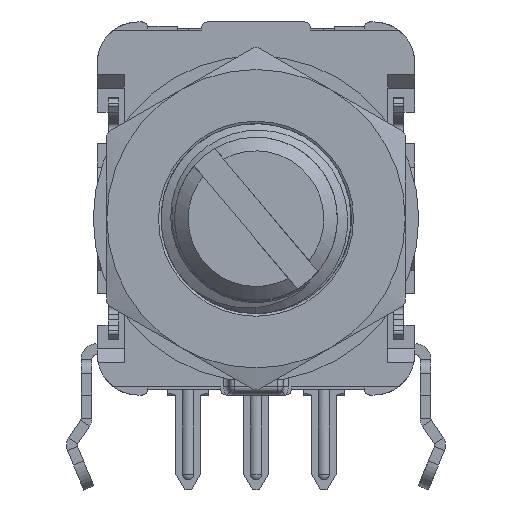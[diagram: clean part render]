
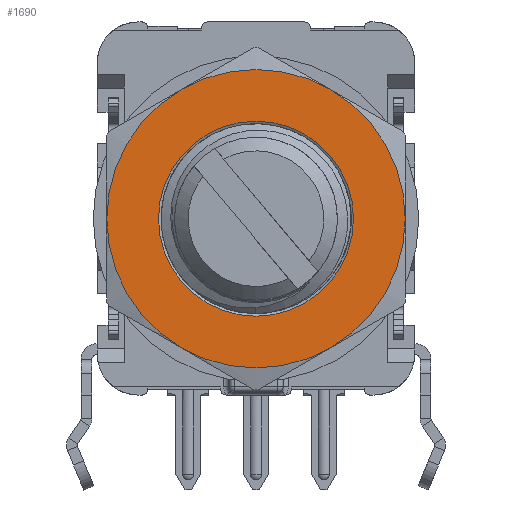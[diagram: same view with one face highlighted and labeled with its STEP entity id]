
A CAD part, front view. The second image highlights one B-rep face of the part: STEP entity #1690.
In plain terms, the highlighted face is planar.
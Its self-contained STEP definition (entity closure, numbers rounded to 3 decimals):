
#1690=ADVANCED_FACE('',(#12247,#12249),#12251,.T.);
#12247=FACE_BOUND('',#12248,.T.);
#12248=EDGE_LOOP('',(#17359,#17360,#17361,#17362,#17363,#17364));
#12249=FACE_BOUND('',#12250,.T.);
#12250=EDGE_LOOP('',(#17365));
#12251=PLANE('',#12252);
#12252=AXIS2_PLACEMENT_3D('',#12253,#12254,#12255);
#12253=CARTESIAN_POINT('',(0.,0.,3.3));
#12254=DIRECTION('',(0.,0.,1.));
#12255=DIRECTION('',(0.,-1.,0.));
#17359=ORIENTED_EDGE('',*,*,#20232,.F.);
#17360=ORIENTED_EDGE('',*,*,#20233,.F.);
#17361=ORIENTED_EDGE('',*,*,#20234,.F.);
#17362=ORIENTED_EDGE('',*,*,#20235,.F.);
#17363=ORIENTED_EDGE('',*,*,#20236,.F.);
#17364=ORIENTED_EDGE('',*,*,#20237,.F.);
#17365=ORIENTED_EDGE('',*,*,#20219,.T.);
#20219=EDGE_CURVE('',#22130,#22130,#22131,.T.);
#20232=EDGE_CURVE('',#22152,#22153,#22154,.T.);
#20233=EDGE_CURVE('',#22155,#22152,#22156,.T.);
#20234=EDGE_CURVE('',#22157,#22155,#22158,.T.);
#20235=EDGE_CURVE('',#22159,#22157,#22160,.T.);
#20236=EDGE_CURVE('',#22161,#22159,#22162,.T.);
#20237=EDGE_CURVE('',#22153,#22161,#22163,.T.);
#22130=VERTEX_POINT('',#27455);
#22131=CIRCLE('',#27456,3.594);
#22152=VERTEX_POINT('',#27962);
#22153=VERTEX_POINT('',#27963);
#22154=CIRCLE('',#27964,5.5);
#22155=VERTEX_POINT('',#27968);
#22156=CIRCLE('',#27969,5.5);
#22157=VERTEX_POINT('',#27973);
#22158=CIRCLE('',#27974,5.5);
#22159=VERTEX_POINT('',#27978);
#22160=CIRCLE('',#27979,5.5);
#22161=VERTEX_POINT('',#27983);
#22162=CIRCLE('',#27984,5.5);
#22163=CIRCLE('',#27988,5.5);
#27455=CARTESIAN_POINT('',(0.,-3.594,3.3));
#27456=AXIS2_PLACEMENT_3D('',#27457,#27458,#27459);
#27457=CARTESIAN_POINT('',(0.,0.,3.3));
#27458=DIRECTION('',(0.,0.,-1.));
#27459=DIRECTION('',(0.,-1.,0.));
#27962=CARTESIAN_POINT('',(5.5,0.,3.3));
#27963=CARTESIAN_POINT('',(2.75,-4.763,3.3));
#27964=AXIS2_PLACEMENT_3D('',#27965,#27966,#27967);
#27965=CARTESIAN_POINT('',(0.,0.,3.3));
#27966=DIRECTION('',(0.,0.,-1.));
#27967=DIRECTION('',(1.,0.,0.));
#27968=CARTESIAN_POINT('',(2.75,4.763,3.3));
#27969=AXIS2_PLACEMENT_3D('',#27970,#27971,#27972);
#27970=CARTESIAN_POINT('',(0.,0.,3.3));
#27971=DIRECTION('',(0.,0.,-1.));
#27972=DIRECTION('',(0.5,0.866,0.));
#27973=CARTESIAN_POINT('',(-2.75,4.763,3.3));
#27974=AXIS2_PLACEMENT_3D('',#27975,#27976,#27977);
#27975=CARTESIAN_POINT('',(0.,0.,3.3));
#27976=DIRECTION('',(0.,0.,-1.));
#27977=DIRECTION('',(-0.5,0.866,0.));
#27978=CARTESIAN_POINT('',(-5.5,0.,3.3));
#27979=AXIS2_PLACEMENT_3D('',#27980,#27981,#27982);
#27980=CARTESIAN_POINT('',(0.,0.,3.3));
#27981=DIRECTION('',(0.,0.,-1.));
#27982=DIRECTION('',(-1.,0.,0.));
#27983=CARTESIAN_POINT('',(-2.75,-4.763,3.3));
#27984=AXIS2_PLACEMENT_3D('',#27985,#27986,#27987);
#27985=CARTESIAN_POINT('',(0.,0.,3.3));
#27986=DIRECTION('',(0.,0.,-1.));
#27987=DIRECTION('',(-0.5,-0.866,0.));
#27988=AXIS2_PLACEMENT_3D('',#27989,#27990,#27991);
#27989=CARTESIAN_POINT('',(0.,0.,3.3));
#27990=DIRECTION('',(0.,0.,-1.));
#27991=DIRECTION('',(0.5,-0.866,0.));
